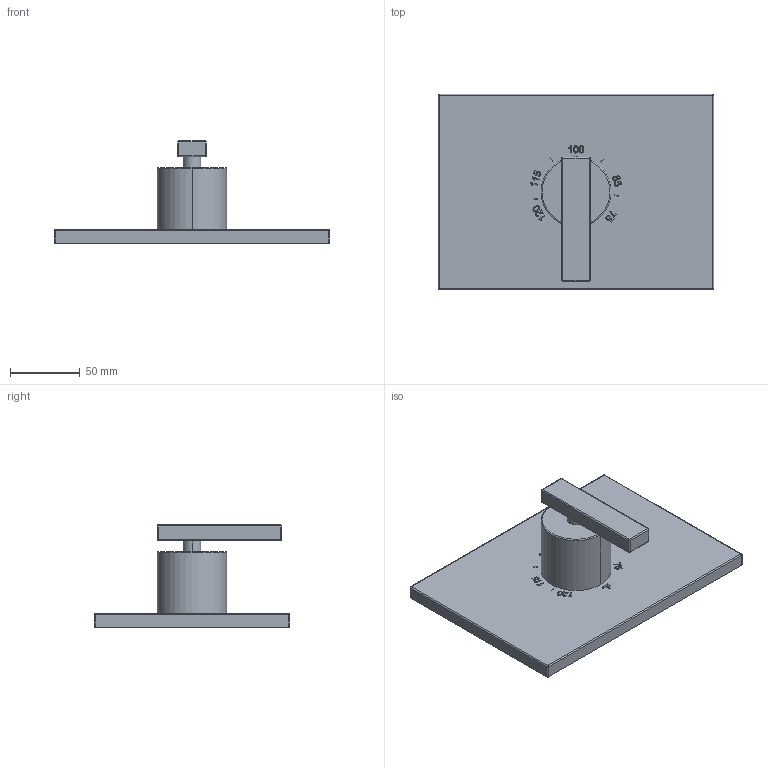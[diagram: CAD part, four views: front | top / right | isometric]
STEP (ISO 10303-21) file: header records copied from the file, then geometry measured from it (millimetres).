
FILE_DESCRIPTION((''),'2;1');
FILE_NAME('3-2044TS','2020-12-04T10:19:07',('jinson.thomas'),(''),'CREO PARAMETRIC BY PTC INC, 2018400','CREO PARAMETRIC BY PTC INC, 2018400','');
FILE_SCHEMA(('CONFIG_CONTROL_DESIGN'));
Length unit declared in the file: inch
Products named in the file (1): 3-2044TS
Bounding box: 196.85 x 139.7 x 73.04 mm (x, y, z)
Volume: 370795.3 mm3; surface area: 74226.7 mm2
Topology: 1 solids, 1 shells, 334 faces, 874 edges, 570 vertices
Faces by surface type: extrusion 178, plane 114, cylinder 28, sphere 12, torus 2
Entity records: 10628 total; most frequent: CARTESIAN_POINT 3024, ORIENTED_EDGE 1748, DIRECTION 1068, EDGE_CURVE 874, VECTOR 636, VERTEX_POINT 570, B_SPLINE_CURVE_WITH_KNOTS 534, LINE 458
